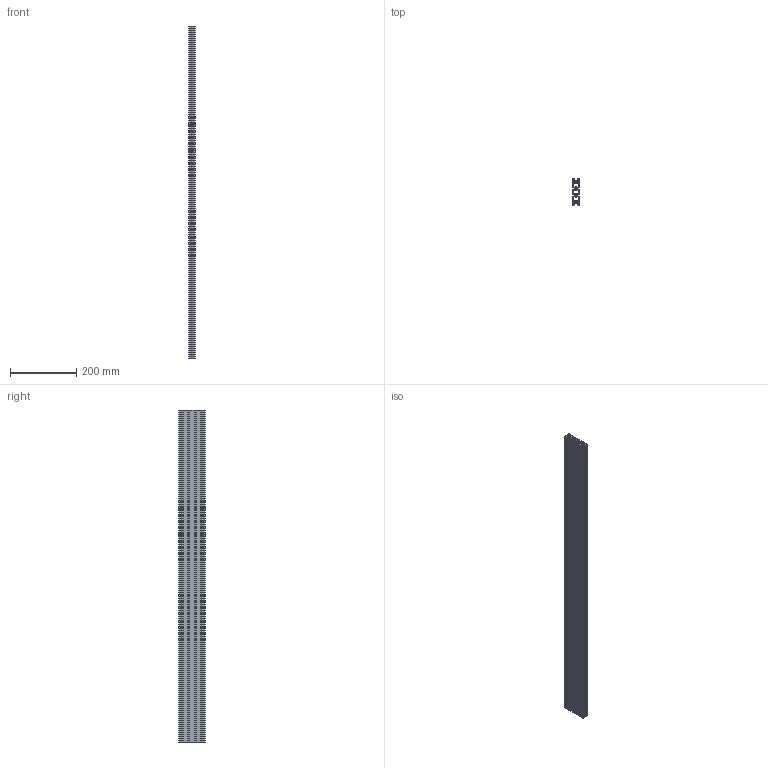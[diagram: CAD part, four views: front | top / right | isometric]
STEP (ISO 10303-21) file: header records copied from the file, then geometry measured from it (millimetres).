
FILE_DESCRIPTION (( 'STEP AP203' ), '1' );
FILE_NAME ('20 x 80 SÝGMA PROFÝL.STEP', '2013-07-29T14:30:25', ( 'Kadir' ), ( '' ), 'SwSTEP 2.0', 'SolidWorks 2013', '' );
FILE_SCHEMA (( 'CONFIG_CONTROL_DESIGN' ));
Length unit declared in the file: millimetre
Products named in the file (1): 20 x 80 SÝGMA PROFÝL
Bounding box: 20 x 80 x 1000 mm (x, y, z)
Volume: 488506.5 mm3; surface area: 641615 mm2
Topology: 1 solids, 1 shells, 376 faces, 1122 edges, 748 vertices
Faces by surface type: plane 210, cylinder 166
Entity records: 12803 total; most frequent: CARTESIAN_POINT 2247, ORIENTED_EDGE 2244, DIRECTION 2208, EDGE_CURVE 1122, LINE 790, VECTOR 790, VERTEX_POINT 748, AXIS2_PLACEMENT_3D 709
